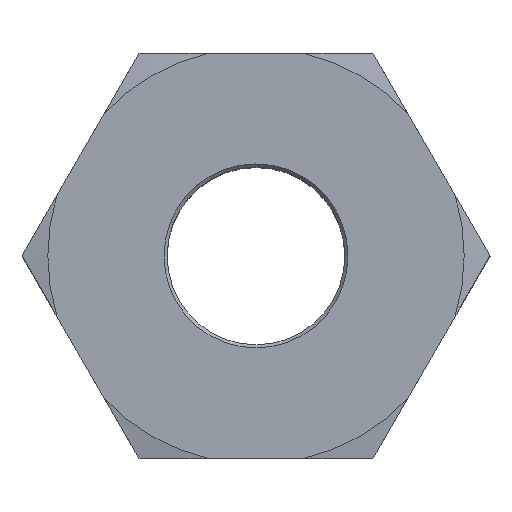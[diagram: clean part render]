
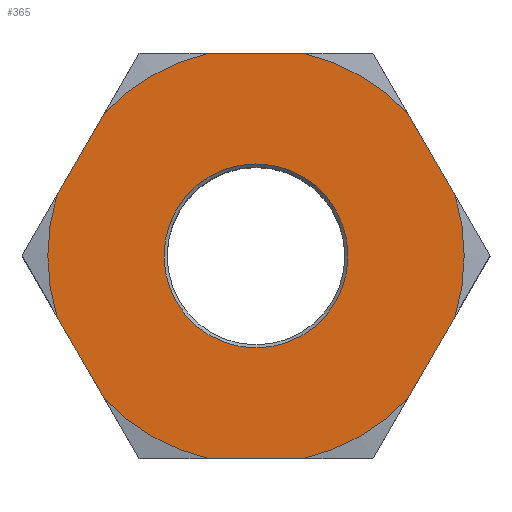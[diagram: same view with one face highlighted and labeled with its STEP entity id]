
A CAD part, top view. The second image highlights one B-rep face of the part: STEP entity #365.
In plain terms, the highlighted planar face has unit normal (0, 0, 1).
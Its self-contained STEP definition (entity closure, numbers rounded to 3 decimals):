
#13 = CIRCLE ( 'NONE', #294, 15.408 ) ;
#14 = LINE ( 'NONE', #478, #41 ) ;
#16 = LINE ( 'NONE', #540, #99 ) ;
#23 = ORIENTED_EDGE ( 'NONE', *, *, #334, .F. ) ;
#24 = ORIENTED_EDGE ( 'NONE', *, *, #258, .T. ) ;
#25 = ORIENTED_EDGE ( 'NONE', *, *, #336, .T. ) ;
#31 = LINE ( 'NONE', #523, #113 ) ;
#39 = ORIENTED_EDGE ( 'NONE', *, *, #344, .T. ) ;
#41 = VECTOR ( 'NONE', #479, 1000. ) ;
#45 = ORIENTED_EDGE ( 'NONE', *, *, #289, .T. ) ;
#51 = ORIENTED_EDGE ( 'NONE', *, *, #287, .T. ) ;
#53 = LINE ( 'NONE', #467, #164 ) ;
#56 = CIRCLE ( 'NONE', #311, 15.408 ) ;
#61 = ORIENTED_EDGE ( 'NONE', *, *, #271, .T. ) ;
#64 = ORIENTED_EDGE ( 'NONE', *, *, #333, .T. ) ;
#65 = CIRCLE ( 'NONE', #300, 6.808 ) ;
#66 = CIRCLE ( 'NONE', #280, 15.408 ) ;
#85 = VECTOR ( 'NONE', #431, 1000. ) ;
#90 = EDGE_LOOP ( 'NONE', ( #108, #51, #146, #141, #93, #110, #45, #24, #25, #64, #61, #39 ) ) ;
#93 = ORIENTED_EDGE ( 'NONE', *, *, #302, .T. ) ;
#95 = CIRCLE ( 'NONE', #314, 15.408 ) ;
#99 = VECTOR ( 'NONE', #541, 1000. ) ;
#106 = FACE_BOUND ( 'NONE', #144, .T. ) ;
#108 = ORIENTED_EDGE ( 'NONE', *, *, #269, .T. ) ;
#110 = ORIENTED_EDGE ( 'NONE', *, *, #296, .T. ) ;
#113 = VECTOR ( 'NONE', #524, 1000. ) ;
#115 = LINE ( 'NONE', #530, #126 ) ;
#126 = VECTOR ( 'NONE', #531, 1000. ) ;
#132 = CIRCLE ( 'NONE', #292, 15.408 ) ;
#134 = FACE_OUTER_BOUND ( 'NONE', #90, .T. ) ;
#141 = ORIENTED_EDGE ( 'NONE', *, *, #329, .T. ) ;
#144 = EDGE_LOOP ( 'NONE', ( #23 ) ) ;
#146 = ORIENTED_EDGE ( 'NONE', *, *, #272, .T. ) ;
#156 = LINE ( 'NONE', #426, #85 ) ;
#164 = VECTOR ( 'NONE', #468, 1000. ) ;
#170 = CIRCLE ( 'NONE', #256, 15.408 ) ;
#256 = AXIS2_PLACEMENT_3D ( 'NONE', #437, #441, #442 ) ;
#258 = EDGE_CURVE ( 'NONE', #404, #395, #156, .T. ) ;
#269 = EDGE_CURVE ( 'NONE', #392, #412, #170, .T. ) ;
#271 = EDGE_CURVE ( 'NONE', #403, #397, #132, .T. ) ;
#272 = EDGE_CURVE ( 'NONE', #408, #396, #56, .T. ) ;
#280 = AXIS2_PLACEMENT_3D ( 'NONE', #480, #487, #488 ) ;
#287 = EDGE_CURVE ( 'NONE', #412, #408, #53, .T. ) ;
#289 = EDGE_CURVE ( 'NONE', #405, #404, #13, .T. ) ;
#292 = AXIS2_PLACEMENT_3D ( 'NONE', #446, #447, #448 ) ;
#294 = AXIS2_PLACEMENT_3D ( 'NONE', #469, #470, #471 ) ;
#296 = EDGE_CURVE ( 'NONE', #388, #405, #14, .T. ) ;
#300 = AXIS2_PLACEMENT_3D ( 'NONE', #532, #533, #534 ) ;
#302 = EDGE_CURVE ( 'NONE', #402, #388, #66, .T. ) ;
#311 = AXIS2_PLACEMENT_3D ( 'NONE', #443, #449, #450 ) ;
#314 = AXIS2_PLACEMENT_3D ( 'NONE', #527, #535, #536 ) ;
#318 = AXIS2_PLACEMENT_3D ( 'NONE', #560, #562, #563 ) ;
#329 = EDGE_CURVE ( 'NONE', #396, #402, #31, .T. ) ;
#333 = EDGE_CURVE ( 'NONE', #413, #403, #115, .T. ) ;
#334 = EDGE_CURVE ( 'NONE', #678, #678, #65, .T. ) ;
#336 = EDGE_CURVE ( 'NONE', #395, #413, #95, .T. ) ;
#344 = EDGE_CURVE ( 'NONE', #397, #392, #16, .T. ) ;
#365 = ADVANCED_FACE ( 'NONE', ( #134, #106 ), #561, .F. ) ;
#388 = VERTEX_POINT ( 'NONE', #636 ) ;
#392 = VERTEX_POINT ( 'NONE', #638 ) ;
#395 = VERTEX_POINT ( 'NONE', #640 ) ;
#396 = VERTEX_POINT ( 'NONE', #641 ) ;
#397 = VERTEX_POINT ( 'NONE', #642 ) ;
#402 = VERTEX_POINT ( 'NONE', #647 ) ;
#403 = VERTEX_POINT ( 'NONE', #648 ) ;
#404 = VERTEX_POINT ( 'NONE', #649 ) ;
#405 = VERTEX_POINT ( 'NONE', #650 ) ;
#408 = VERTEX_POINT ( 'NONE', #653 ) ;
#412 = VERTEX_POINT ( 'NONE', #657 ) ;
#413 = VERTEX_POINT ( 'NONE', #658 ) ;
#426 = CARTESIAN_POINT ( 'NONE',  ( 8.66, -15., 12.25 ) ) ;
#431 = DIRECTION ( 'NONE',  ( 0.5, 0.866, 0. ) ) ;
#437 = CARTESIAN_POINT ( 'NONE',  ( 0., 0., 12.25 ) ) ;
#441 = DIRECTION ( 'NONE',  ( 0., 0., 1. ) ) ;
#442 = DIRECTION ( 'NONE',  ( 1., 0., 0. ) ) ;
#443 = CARTESIAN_POINT ( 'NONE',  ( 0., 0., 12.25 ) ) ;
#446 = CARTESIAN_POINT ( 'NONE',  ( 0., 0., 12.25 ) ) ;
#447 = DIRECTION ( 'NONE',  ( 0., 0., 1. ) ) ;
#448 = DIRECTION ( 'NONE',  ( 1., 0., 0. ) ) ;
#449 = DIRECTION ( 'NONE',  ( 0., 0., 1. ) ) ;
#450 = DIRECTION ( 'NONE',  ( 1., 0., 0. ) ) ;
#467 = CARTESIAN_POINT ( 'NONE',  ( -8.66, 15., 12.25 ) ) ;
#468 = DIRECTION ( 'NONE',  ( -0.5, -0.866, 0. ) ) ;
#469 = CARTESIAN_POINT ( 'NONE',  ( 0., 0., 12.25 ) ) ;
#470 = DIRECTION ( 'NONE',  ( 0., 0., 1. ) ) ;
#471 = DIRECTION ( 'NONE',  ( 1., 0., 0. ) ) ;
#478 = CARTESIAN_POINT ( 'NONE',  ( -8.66, -15., 12.25 ) ) ;
#479 = DIRECTION ( 'NONE',  ( 1., 0., 0. ) ) ;
#480 = CARTESIAN_POINT ( 'NONE',  ( 0., 0., 12.25 ) ) ;
#487 = DIRECTION ( 'NONE',  ( 0., 0., 1. ) ) ;
#488 = DIRECTION ( 'NONE',  ( 1., 0., 0. ) ) ;
#523 = CARTESIAN_POINT ( 'NONE',  ( -17.321, 0., 12.25 ) ) ;
#524 = DIRECTION ( 'NONE',  ( 0.5, -0.866, 0. ) ) ;
#527 = CARTESIAN_POINT ( 'NONE',  ( 0., 0., 12.25 ) ) ;
#530 = CARTESIAN_POINT ( 'NONE',  ( 17.321, 0., 12.25 ) ) ;
#531 = DIRECTION ( 'NONE',  ( -0.5, 0.866, 0. ) ) ;
#532 = CARTESIAN_POINT ( 'NONE',  ( 0., 0., 12.25 ) ) ;
#533 = DIRECTION ( 'NONE',  ( 0., 0., 1. ) ) ;
#534 = DIRECTION ( 'NONE',  ( 1., 0., 0. ) ) ;
#535 = DIRECTION ( 'NONE',  ( 0., 0., 1. ) ) ;
#536 = DIRECTION ( 'NONE',  ( 1., 0., 0. ) ) ;
#540 = CARTESIAN_POINT ( 'NONE',  ( 8.66, 15., 12.25 ) ) ;
#541 = DIRECTION ( 'NONE',  ( -1., 0., 0. ) ) ;
#560 = CARTESIAN_POINT ( 'NONE',  ( 0., 17.321, 12.25 ) ) ;
#561 = PLANE ( 'NONE',  #318 ) ;
#562 = DIRECTION ( 'NONE',  ( 0., 0., -1. ) ) ;
#563 = DIRECTION ( 'NONE',  ( -1., 0., 0. ) ) ;
#636 = CARTESIAN_POINT ( 'NONE',  ( -3.523, -15., 12.25 ) ) ;
#638 = CARTESIAN_POINT ( 'NONE',  ( -3.523, 15., 12.25 ) ) ;
#640 = CARTESIAN_POINT ( 'NONE',  ( 14.752, -4.449, 12.25 ) ) ;
#641 = CARTESIAN_POINT ( 'NONE',  ( -14.752, -4.449, 12.25 ) ) ;
#642 = CARTESIAN_POINT ( 'NONE',  ( 3.523, 15., 12.25 ) ) ;
#647 = CARTESIAN_POINT ( 'NONE',  ( -11.229, -10.551, 12.25 ) ) ;
#648 = CARTESIAN_POINT ( 'NONE',  ( 11.229, 10.551, 12.25 ) ) ;
#649 = CARTESIAN_POINT ( 'NONE',  ( 11.229, -10.551, 12.25 ) ) ;
#650 = CARTESIAN_POINT ( 'NONE',  ( 3.523, -15., 12.25 ) ) ;
#653 = CARTESIAN_POINT ( 'NONE',  ( -14.752, 4.449, 12.25 ) ) ;
#657 = CARTESIAN_POINT ( 'NONE',  ( -11.229, 10.551, 12.25 ) ) ;
#658 = CARTESIAN_POINT ( 'NONE',  ( 14.752, 4.449, 12.25 ) ) ;
#678 = VERTEX_POINT ( 'NONE', #679 ) ;
#679 = CARTESIAN_POINT ( 'NONE',  ( 6.808, 0., 12.25 ) ) ;
